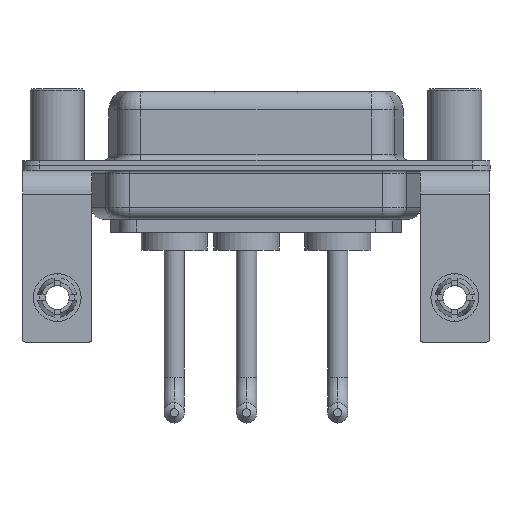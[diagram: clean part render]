
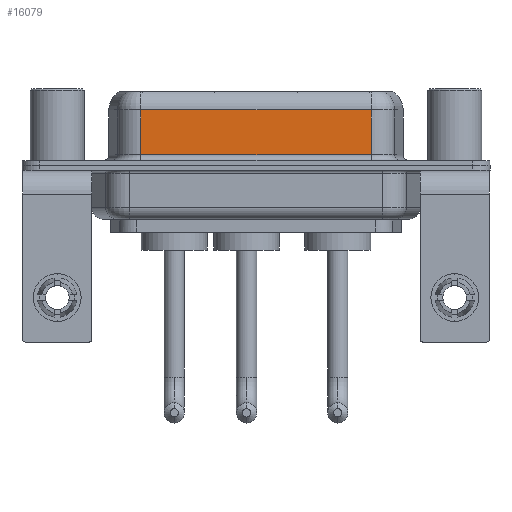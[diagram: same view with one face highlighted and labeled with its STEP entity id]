
A CAD part, front view. The second image highlights one B-rep face of the part: STEP entity #16079.
In plain terms, the highlighted planar face has unit normal (0, -1, 0).
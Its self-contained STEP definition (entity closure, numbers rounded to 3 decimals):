
#540 = ORIENTED_EDGE ( 'NONE', *, *, #8594, .T. ) ;
#835 = CARTESIAN_POINT ( 'NONE',  ( 7.013, -3.95, 4.65 ) ) ;
#877 = VERTEX_POINT ( 'NONE', #16481 ) ;
#1000 = LINE ( 'NONE', #11707, #1837 ) ;
#1837 = VECTOR ( 'NONE', #5031, 1000. ) ;
#4287 = DIRECTION ( 'NONE',  ( -1., 0., 0. ) ) ;
#5031 = DIRECTION ( 'NONE',  ( 0., 0., -1. ) ) ;
#5334 = CARTESIAN_POINT ( 'NONE',  ( 7.013, -3.95, 0.9 ) ) ;
#5604 = FACE_OUTER_BOUND ( 'NONE', #13791, .T. ) ;
#5736 = DIRECTION ( 'NONE',  ( 1., 0., 0. ) ) ;
#6661 = LINE ( 'NONE', #8046, #16578 ) ;
#6877 = CARTESIAN_POINT ( 'NONE',  ( 26.287, -3.95, 0.9 ) ) ;
#7825 = LINE ( 'NONE', #12310, #11341 ) ;
#7982 = AXIS2_PLACEMENT_3D ( 'NONE', #14973, #13663, #12340 ) ;
#8046 = CARTESIAN_POINT ( 'NONE',  ( 26.287, -3.95, 4.65 ) ) ;
#8594 = EDGE_CURVE ( 'NONE', #877, #16373, #6661, .T. ) ;
#8699 = ORIENTED_EDGE ( 'NONE', *, *, #16525, .T. ) ;
#9625 = PLANE ( 'NONE',  #7982 ) ;
#11210 = EDGE_CURVE ( 'NONE', #16373, #15952, #7825, .T. ) ;
#11341 = VECTOR ( 'NONE', #13541, 1000. ) ;
#11707 = CARTESIAN_POINT ( 'NONE',  ( 26.287, -3.95, 6.4 ) ) ;
#12155 = ORIENTED_EDGE ( 'NONE', *, *, #13410, .F. ) ;
#12172 = ORIENTED_EDGE ( 'NONE', *, *, #11210, .T. ) ;
#12310 = CARTESIAN_POINT ( 'NONE',  ( 7.013, -3.95, 6.4 ) ) ;
#12340 = DIRECTION ( 'NONE',  ( 0., 0., 1. ) ) ;
#12569 = LINE ( 'NONE', #6877, #12726 ) ;
#12726 = VECTOR ( 'NONE', #5736, 1000. ) ;
#13410 = EDGE_CURVE ( 'NONE', #877, #16691, #1000, .T. ) ;
#13541 = DIRECTION ( 'NONE',  ( 0., 0., -1. ) ) ;
#13663 = DIRECTION ( 'NONE',  ( 0., 1., 0. ) ) ;
#13791 = EDGE_LOOP ( 'NONE', ( #12155, #540, #12172, #8699 ) ) ;
#14973 = CARTESIAN_POINT ( 'NONE',  ( 26.287, -3.95, 6.4 ) ) ;
#15434 = CARTESIAN_POINT ( 'NONE',  ( 26.287, -3.95, 0.9 ) ) ;
#15952 = VERTEX_POINT ( 'NONE', #5334 ) ;
#16079 = ADVANCED_FACE ( 'NONE', ( #5604 ), #9625, .F. ) ;
#16373 = VERTEX_POINT ( 'NONE', #835 ) ;
#16481 = CARTESIAN_POINT ( 'NONE',  ( 26.287, -3.95, 4.65 ) ) ;
#16525 = EDGE_CURVE ( 'NONE', #15952, #16691, #12569, .T. ) ;
#16578 = VECTOR ( 'NONE', #4287, 1000. ) ;
#16691 = VERTEX_POINT ( 'NONE', #15434 ) ;
